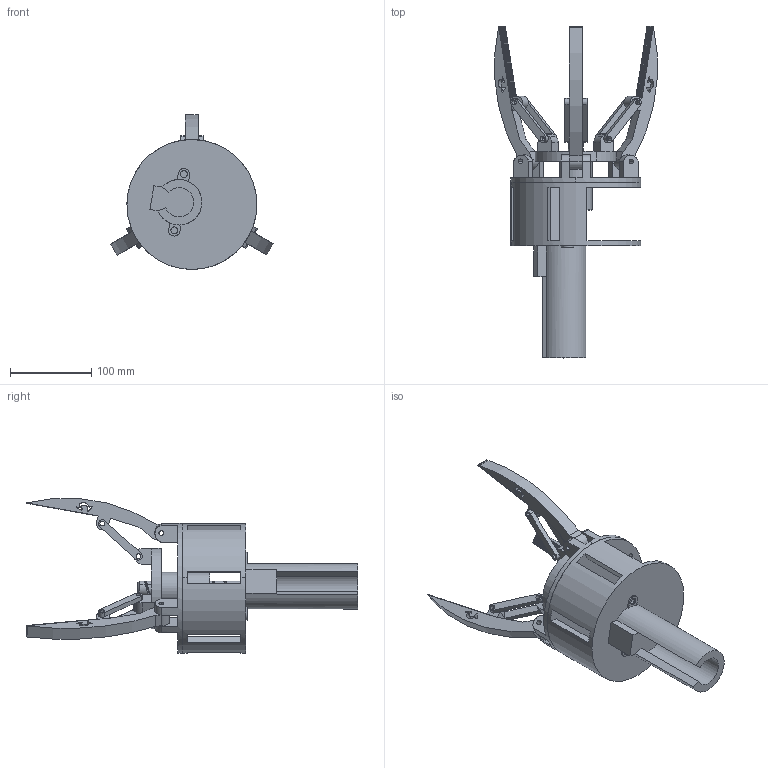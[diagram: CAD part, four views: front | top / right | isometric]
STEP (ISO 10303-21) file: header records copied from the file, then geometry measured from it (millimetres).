
FILE_DESCRIPTION (( 'STEP AP203' ), '1' );
FILE_NAME ('Gripper_Default_sldprt.STEP', '2018-12-20T02:32:06', ( '' ), ( '' ), 'SwSTEP 2.0', 'SolidWorks 2017', '' );
FILE_SCHEMA (( 'CONFIG_CONTROL_DESIGN' ));
Length unit declared in the file: millimetre
Products named in the file (1): Gripper_Default_sldprt
Bounding box: 199.61 x 408.49 x 190.71 mm (x, y, z)
Volume: 1056161.7 mm3; surface area: 301689.1 mm2
Topology: 14 solids, 14 shells, 914 faces, 2630 edges, 1744 vertices
Faces by surface type: plane 721, cylinder 171, bspline 19, cone 3
Entity records: 36167 total; most frequent: CARTESIAN_POINT 11948, ORIENTED_EDGE 5260, DIRECTION 4638, EDGE_CURVE 2630, VECTOR 2206, LINE 2206, VERTEX_POINT 1744, AXIS2_PLACEMENT_3D 1216
